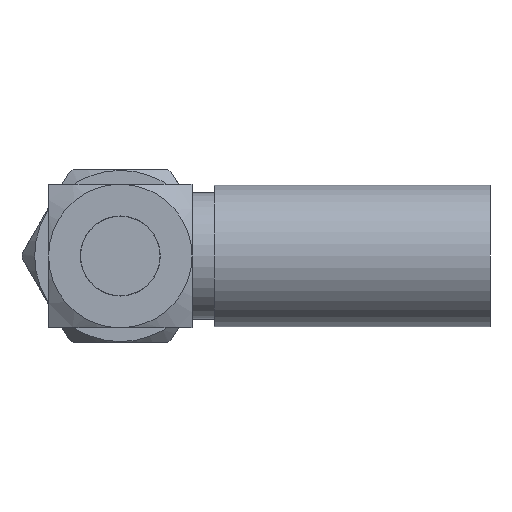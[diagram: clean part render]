
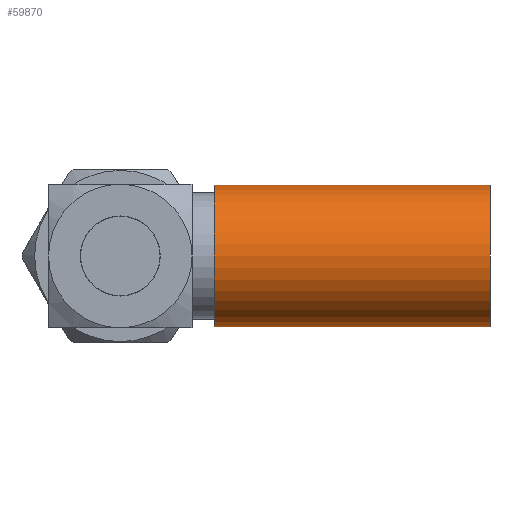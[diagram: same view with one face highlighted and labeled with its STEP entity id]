
A CAD part, front view. The second image highlights one B-rep face of the part: STEP entity #59870.
In plain terms, the highlighted cylindrical face has radius 3.251 mm (diameter 6.502 mm), a partial arc.
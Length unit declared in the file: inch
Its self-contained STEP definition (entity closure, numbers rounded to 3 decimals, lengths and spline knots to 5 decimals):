
#3678 = FACE_OUTER_BOUND ( 'NONE', #92903, .T. ) ;
#9541 = CARTESIAN_POINT ( 'NONE',  ( 0., 0., 0. ) ) ;
#9853 = CARTESIAN_POINT ( 'NONE',  ( 0., 0., -0.128 ) ) ;
#10078 = CARTESIAN_POINT ( 'NONE',  ( 0.17, 0., -0.128 ) ) ;
#18080 = AXIS2_PLACEMENT_3D ( 'NONE', #9541, #61888, #82548 ) ;
#24574 = LINE ( 'NONE', #30909, #106652 ) ;
#26059 = VECTOR ( 'NONE', #134202, 39.37008 ) ;
#26279 = EDGE_CURVE ( 'NONE', #112908, #65186, #111831, .T. ) ;
#30735 = EDGE_CURVE ( 'NONE', #100357, #112908, #55535, .T. ) ;
#30909 = CARTESIAN_POINT ( 'NONE',  ( 0., 0., 0.128 ) ) ;
#33600 = CARTESIAN_POINT ( 'NONE',  ( 0.67, 0., 0.128 ) ) ;
#42711 = CARTESIAN_POINT ( 'NONE',  ( 0.67, 0., 0. ) ) ;
#48028 = CYLINDRICAL_SURFACE ( 'NONE', #18080, 0.128 ) ;
#50555 = CIRCLE ( 'NONE', #119401, 0.128 ) ;
#54077 = DIRECTION ( 'NONE',  ( -1., 0., 0. ) ) ;
#55535 = LINE ( 'NONE', #9853, #26059 ) ;
#59279 = ORIENTED_EDGE ( 'NONE', *, *, #98604, .T. ) ;
#59870 = ADVANCED_FACE ( 'NONE', ( #3678 ), #48028, .T. ) ;
#61888 = DIRECTION ( 'NONE',  ( -1., 0., 0. ) ) ;
#65186 = VERTEX_POINT ( 'NONE', #90140 ) ;
#65303 = EDGE_CURVE ( 'NONE', #65981, #65186, #24574, .T. ) ;
#65981 = VERTEX_POINT ( 'NONE', #33600 ) ;
#76215 = DIRECTION ( 'NONE',  ( -1., 0., 0. ) ) ;
#82548 = DIRECTION ( 'NONE',  ( 0., 0., 1. ) ) ;
#85336 = DIRECTION ( 'NONE',  ( 0., 0., 1. ) ) ;
#90140 = CARTESIAN_POINT ( 'NONE',  ( 0.17, 0., 0.128 ) ) ;
#92321 = ORIENTED_EDGE ( 'NONE', *, *, #65303, .T. ) ;
#92903 = EDGE_LOOP ( 'NONE', ( #98519, #59279, #92321, #114029 ) ) ;
#98519 = ORIENTED_EDGE ( 'NONE', *, *, #30735, .F. ) ;
#98604 = EDGE_CURVE ( 'NONE', #100357, #65981, #50555, .T. ) ;
#100357 = VERTEX_POINT ( 'NONE', #123453 ) ;
#105875 = CARTESIAN_POINT ( 'NONE',  ( 0.17, 0., 0. ) ) ;
#106652 = VECTOR ( 'NONE', #126259, 39.37008 ) ;
#111831 = CIRCLE ( 'NONE', #129651, 0.128 ) ;
#112908 = VERTEX_POINT ( 'NONE', #10078 ) ;
#114029 = ORIENTED_EDGE ( 'NONE', *, *, #26279, .F. ) ;
#119401 = AXIS2_PLACEMENT_3D ( 'NONE', #42711, #76215, #127078 ) ;
#123453 = CARTESIAN_POINT ( 'NONE',  ( 0.67, 0., -0.128 ) ) ;
#126259 = DIRECTION ( 'NONE',  ( -1., 0., 0. ) ) ;
#127078 = DIRECTION ( 'NONE',  ( 0., 0., 1. ) ) ;
#129651 = AXIS2_PLACEMENT_3D ( 'NONE', #105875, #54077, #85336 ) ;
#134202 = DIRECTION ( 'NONE',  ( -1., 0., 0. ) ) ;
